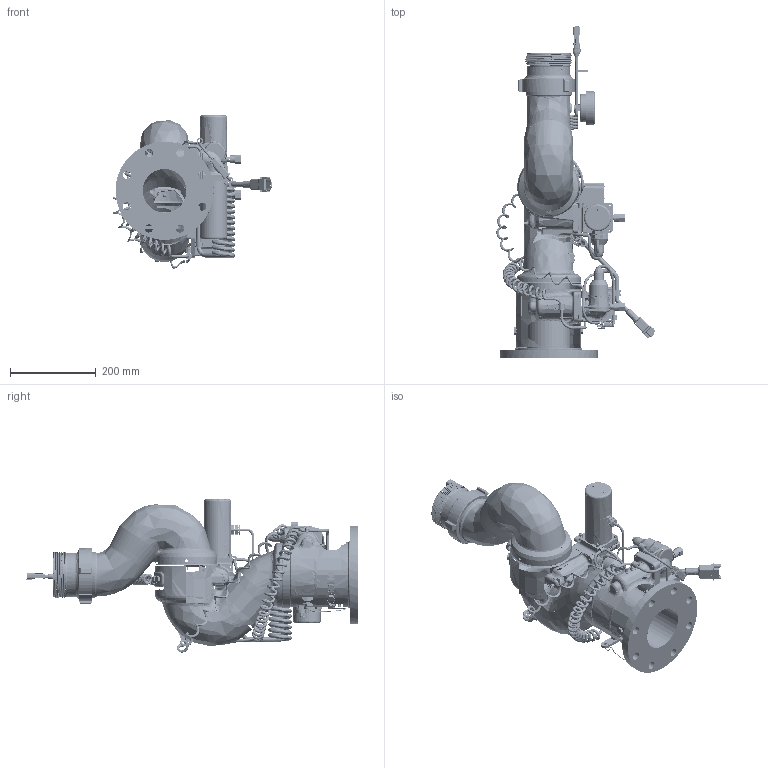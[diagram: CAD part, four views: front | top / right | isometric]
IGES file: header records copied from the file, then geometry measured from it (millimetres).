
Start section: SolidWorks IGES file using analytic representation for surfaces
Global section: file name: BOAX2 2000 (02007451).IGS; native system: SolidWorks 2019; preprocessor: SolidWorks 2019; author: lpeoples; date: 191202.112428; units: inch
Bounding box: 371.29 x 773.72 x 357.43 mm (x, y, z)
Surface area: 1090225.9 mm2 (no closed solid volume)
Topology: 0 solids, 0 shells, 2697 faces, 46180 edges, 46107 vertices
Faces by surface type: bspline 1548, revolution 1149
